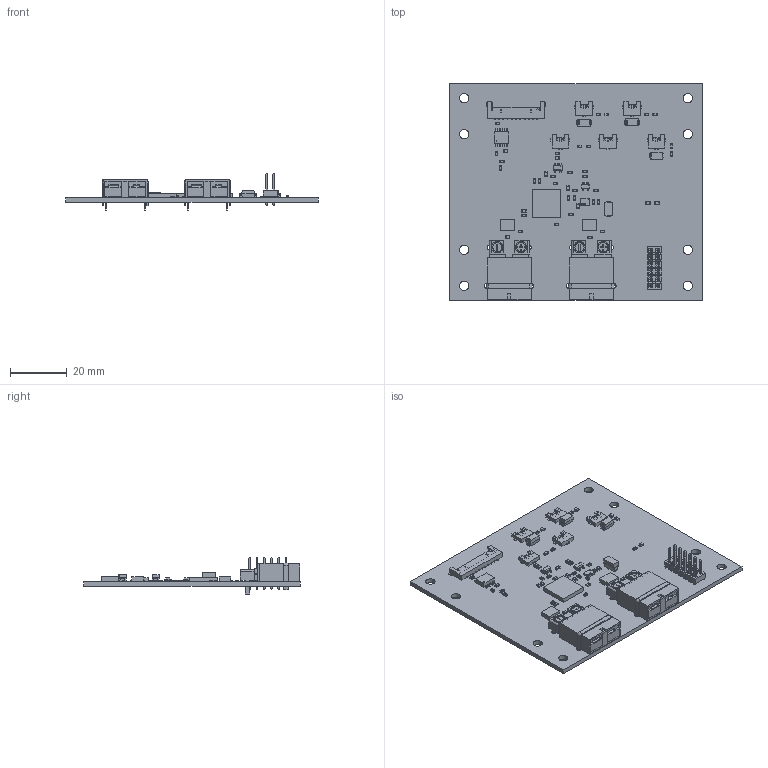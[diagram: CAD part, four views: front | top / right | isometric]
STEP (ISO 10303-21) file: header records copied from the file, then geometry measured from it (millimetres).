
FILE_DESCRIPTION(('Open CASCADE Model'),'2;1');
FILE_NAME('Open CASCADE Shape Model','2025-02-07T09:22:58',('Author'),( 'Open CASCADE'),'Open CASCADE STEP processor 7.5','Open CASCADE 7.5' ,'Unknown');
FILE_SCHEMA(('AUTOMOTIVE_DESIGN { 1 0 10303 214 1 1 1 1 }'));
Length unit declared in the file: millimetre
Products named in the file (88): PCB; Board; Open CASCADE STEP translator 7.5 1.1.1; R16; 9096124768; R10; R8; D8; LTST-C190KRKT--3DModel-STEP-56544; D3; SS14; D2; D1; C13; 6836731408; C12; 6778992912; C11; C10; C9; C8; J5; 5037630291; J4; J3; J2; J1; R14; D6; U8; 8398271520; U4; 6854231584; Extruded; R11; J7; 6778989472; J6; C4; C3 ...
Assembly tree (142 placements, depth 4):
  PCB
    Board
      Open CASCADE STEP translator 7.5 1.1.1
    R16
      9096124768
    R10
      9096124768
    R8
      9096124768
    D8
      LTST-C190KRKT--3DModel-STEP-56544
    D3
      SS14
    D2
      SS14
    D1
      SS14
    C13
      6836731408
    C12
      6778992912
    C11
      6778992912
    C10
      6836731408
    C9
      6778992912
    C8
      6778992912
    J5
      5037630291
    J4
      5037630291
    J3
      5037630291
    J2
      5037630291
    J1
      5037630291
    R14
      6836731408
    D6
      LTST-C190KRKT--3DModel-STEP-56544
    U8
      8398271520
    U4
      6854231584
        Extruded
    R11
      9096124768
    J7
      6778989472
    J6
      6778989472
    C4
      6778992912
    C3
      9096124768
    J8
      5040501191
Bounding box: 88.9 x 76.2 x 12.68 mm (x, y, z)
Volume: 14584.1 mm3; surface area: 20288.5 mm2
Topology: 257 solids, 257 shells, 4684 faces, 12100 edges, 7938 vertices
Faces by surface type: plane 4227, cylinder 408, bspline 41, sphere 8
Full cylindrical faces by diameter (mm): 0.084 x2, 0.088 x2, 0.199 x1, 0.35 x1, 1.02 x12, 1.77 x8, 3.264 x8
Entity records: 62646 total; most frequent: CARTESIAN_POINT 11463, ORIENTED_EDGE 10054, DIRECTION 9155, EDGE_CURVE 5027, LINE 4351, VECTOR 4351, VERTEX_POINT 3292, AXIS2_PLACEMENT_3D 2402
